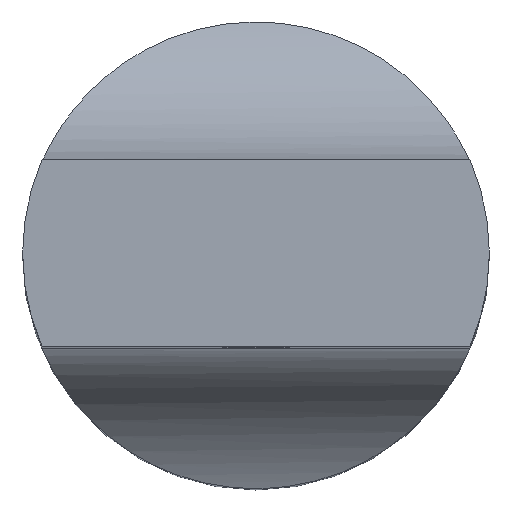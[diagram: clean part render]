
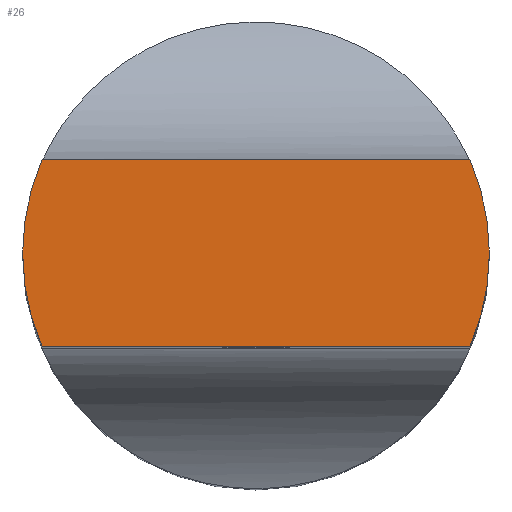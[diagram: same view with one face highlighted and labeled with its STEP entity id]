
A CAD part, top view. The second image highlights one B-rep face of the part: STEP entity #26.
In plain terms, the highlighted planar face has unit normal (0, 0, 1).
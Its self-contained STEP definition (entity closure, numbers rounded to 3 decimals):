
#9 = EDGE_LOOP ( 'NONE', ( #326, #279, #143, #679, #209, #660 ) ) ;
#11 = CIRCLE ( 'NONE', #445, 5. ) ;
#20 = PLANE ( 'NONE',  #60 ) ;
#21 = DIRECTION ( 'NONE',  ( 1., 0., 0. ) ) ;
#24 = EDGE_CURVE ( 'NONE', #166, #379, #194, .T. ) ;
#26 = ADVANCED_FACE ( 'NONE', ( #80 ), #20, .F. ) ;
#48 = DIRECTION ( 'NONE',  ( 0., 0., 1. ) ) ;
#60 = AXIS2_PLACEMENT_3D ( 'NONE', #649, #580, #508 ) ;
#80 = FACE_OUTER_BOUND ( 'NONE', #9, .T. ) ;
#99 = DIRECTION ( 'NONE',  ( -1., 0., 0. ) ) ;
#100 = CARTESIAN_POINT ( 'NONE',  ( -4.583, -2., 43. ) ) ;
#121 = AXIS2_PLACEMENT_3D ( 'NONE', #246, #170, #99 ) ;
#123 = CARTESIAN_POINT ( 'NONE',  ( 0., 0., 43. ) ) ;
#128 = DIRECTION ( 'NONE',  ( -1., 0., 0. ) ) ;
#143 = ORIENTED_EDGE ( 'NONE', *, *, #362, .T. ) ;
#159 = CARTESIAN_POINT ( 'NONE',  ( -4.583, -2., 43. ) ) ;
#166 = VERTEX_POINT ( 'NONE', #378 ) ;
#170 = DIRECTION ( 'NONE',  ( 0., 0., 1. ) ) ;
#171 = LINE ( 'NONE', #100, #269 ) ;
#194 = CIRCLE ( 'NONE', #121, 5. ) ;
#205 = CARTESIAN_POINT ( 'NONE',  ( -4.583, 2., 43. ) ) ;
#209 = ORIENTED_EDGE ( 'NONE', *, *, #310, .T. ) ;
#234 = VERTEX_POINT ( 'NONE', #159 ) ;
#245 = AXIS2_PLACEMENT_3D ( 'NONE', #410, #341, #273 ) ;
#246 = CARTESIAN_POINT ( 'NONE',  ( 0., 0., 43. ) ) ;
#263 = VERTEX_POINT ( 'NONE', #424 ) ;
#269 = VECTOR ( 'NONE', #21, 1000. ) ;
#273 = DIRECTION ( 'NONE',  ( -1., 0., 0. ) ) ;
#276 = LINE ( 'NONE', #205, #372 ) ;
#279 = ORIENTED_EDGE ( 'NONE', *, *, #24, .T. ) ;
#290 = VERTEX_POINT ( 'NONE', #494 ) ;
#295 = VERTEX_POINT ( 'NONE', #353 ) ;
#310 = EDGE_CURVE ( 'NONE', #263, #234, #11, .T. ) ;
#326 = ORIENTED_EDGE ( 'NONE', *, *, #565, .T. ) ;
#341 = DIRECTION ( 'NONE',  ( 0., 0., 1. ) ) ;
#353 = CARTESIAN_POINT ( 'NONE',  ( -4.583, 2., 43. ) ) ;
#362 = EDGE_CURVE ( 'NONE', #379, #295, #276, .T. ) ;
#371 = DIRECTION ( 'NONE',  ( 1., 0., 0. ) ) ;
#372 = VECTOR ( 'NONE', #128, 1000. ) ;
#378 = CARTESIAN_POINT ( 'NONE',  ( 5., 0., 43. ) ) ;
#379 = VERTEX_POINT ( 'NONE', #680 ) ;
#410 = CARTESIAN_POINT ( 'NONE',  ( 0., 0., 43. ) ) ;
#412 = EDGE_CURVE ( 'NONE', #234, #290, #171, .T. ) ;
#424 = CARTESIAN_POINT ( 'NONE',  ( -5., 0., 43. ) ) ;
#438 = DIRECTION ( 'NONE',  ( 0., 0., 1. ) ) ;
#443 = CIRCLE ( 'NONE', #550, 5. ) ;
#445 = AXIS2_PLACEMENT_3D ( 'NONE', #123, #48, #672 ) ;
#494 = CARTESIAN_POINT ( 'NONE',  ( 4.583, -2., 43. ) ) ;
#508 = DIRECTION ( 'NONE',  ( -1., 0., 0. ) ) ;
#511 = CARTESIAN_POINT ( 'NONE',  ( 0., 0., 43. ) ) ;
#516 = EDGE_CURVE ( 'NONE', #295, #263, #443, .T. ) ;
#550 = AXIS2_PLACEMENT_3D ( 'NONE', #511, #438, #371 ) ;
#554 = CIRCLE ( 'NONE', #245, 5. ) ;
#565 = EDGE_CURVE ( 'NONE', #290, #166, #554, .T. ) ;
#580 = DIRECTION ( 'NONE',  ( 0., 0., -1. ) ) ;
#649 = CARTESIAN_POINT ( 'NONE',  ( 0., 0., 43. ) ) ;
#660 = ORIENTED_EDGE ( 'NONE', *, *, #412, .T. ) ;
#672 = DIRECTION ( 'NONE',  ( 1., 0., 0. ) ) ;
#679 = ORIENTED_EDGE ( 'NONE', *, *, #516, .T. ) ;
#680 = CARTESIAN_POINT ( 'NONE',  ( 4.583, 2., 43. ) ) ;
